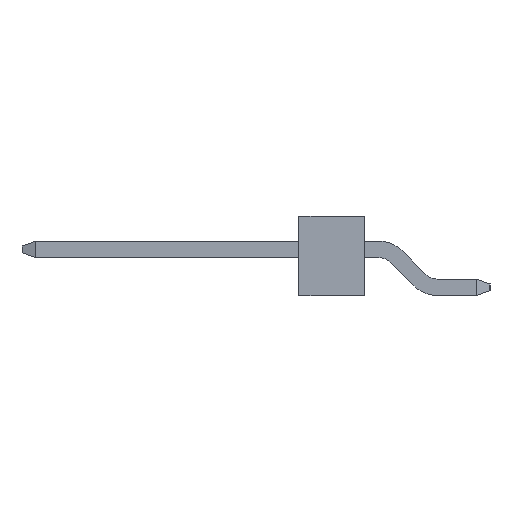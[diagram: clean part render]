
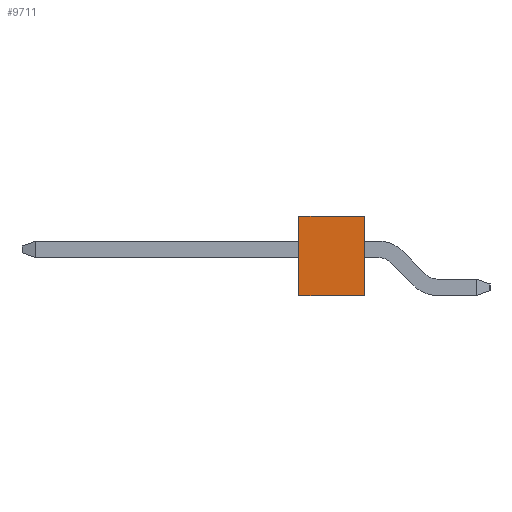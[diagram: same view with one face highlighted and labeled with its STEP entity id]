
A CAD part, left-side view. The second image highlights one B-rep face of the part: STEP entity #9711.
In plain terms, the highlighted face is planar.
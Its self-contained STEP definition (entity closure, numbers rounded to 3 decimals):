
#1914 = VERTEX_POINT('',#1915);
#1915 = CARTESIAN_POINT('',(38.1,-1.524,-1.27));
#1921 = EDGE_CURVE('',#1922,#1914,#1924,.T.);
#1922 = VERTEX_POINT('',#1923);
#1923 = CARTESIAN_POINT('',(38.1,-1.524,1.27));
#1924 = LINE('',#1925,#1926);
#1925 = CARTESIAN_POINT('',(38.1,-1.524,1.27));
#1926 = VECTOR('',#1927,1.);
#1927 = DIRECTION('',(0.,0.,-1.));
#3211 = EDGE_CURVE('',#1922,#3212,#3214,.T.);
#3212 = VERTEX_POINT('',#3213);
#3213 = CARTESIAN_POINT('',(38.1,1.524,1.27));
#3214 = LINE('',#3215,#3216);
#3215 = CARTESIAN_POINT('',(38.1,-1.524,1.27));
#3216 = VECTOR('',#3217,1.);
#3217 = DIRECTION('',(0.,1.,0.));
#6982 = VERTEX_POINT('',#6983);
#6983 = CARTESIAN_POINT('',(38.1,1.524,-1.27));
#6989 = EDGE_CURVE('',#1914,#6982,#6990,.T.);
#6990 = LINE('',#6991,#6992);
#6991 = CARTESIAN_POINT('',(38.1,-1.524,-1.27));
#6992 = VECTOR('',#6993,1.);
#6993 = DIRECTION('',(0.,1.,0.));
#7648 = EDGE_CURVE('',#3212,#6982,#7649,.T.);
#7649 = LINE('',#7650,#7651);
#7650 = CARTESIAN_POINT('',(38.1,1.524,1.27));
#7651 = VECTOR('',#7652,1.);
#7652 = DIRECTION('',(0.,0.,-1.));
#9711 = ADVANCED_FACE('',(#9712),#9718,.F.);
#9712 = FACE_BOUND('',#9713,.T.);
#9713 = EDGE_LOOP('',(#9714,#9715,#9716,#9717));
#9714 = ORIENTED_EDGE('',*,*,#6989,.T.);
#9715 = ORIENTED_EDGE('',*,*,#7648,.F.);
#9716 = ORIENTED_EDGE('',*,*,#3211,.F.);
#9717 = ORIENTED_EDGE('',*,*,#1921,.T.);
#9718 = PLANE('',#9719);
#9719 = AXIS2_PLACEMENT_3D('',#9720,#9721,#9722);
#9720 = CARTESIAN_POINT('',(38.1,-1.524,1.27));
#9721 = DIRECTION('',(-1.,0.,0.));
#9722 = DIRECTION('',(0.,0.,1.));
